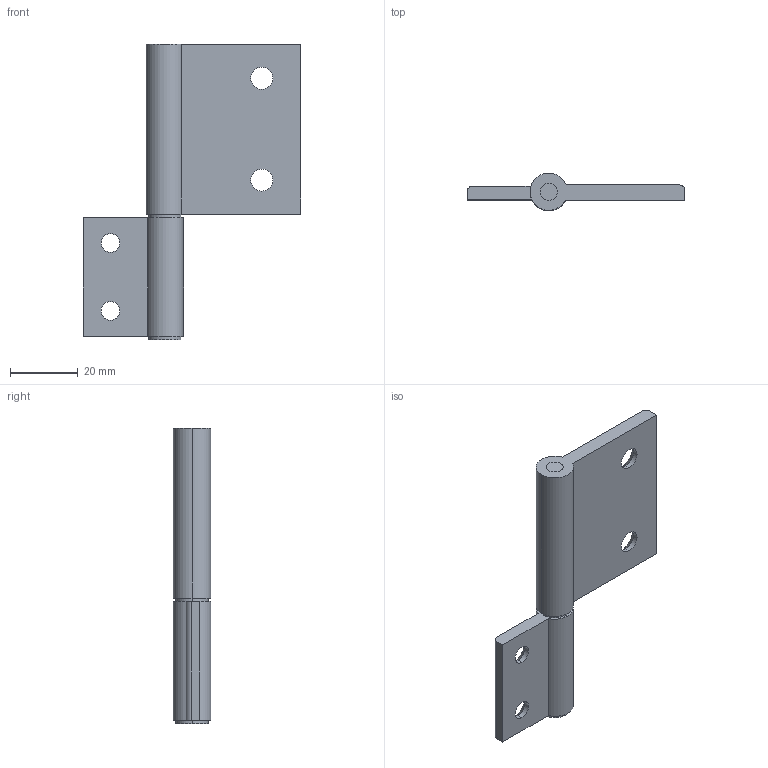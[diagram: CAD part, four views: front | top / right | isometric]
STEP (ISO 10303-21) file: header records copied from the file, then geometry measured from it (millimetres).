
FILE_DESCRIPTION (( 'STEP AP203' ), '1' );
FILE_NAME ('sone3D.STEP', '2014-02-19T01:50:11', ( '' ), ( '' ), 'SwSTEP 2.0', 'SolidWorks 2012', '' );
FILE_SCHEMA (( 'CONFIG_CONTROL_DESIGN' ));
Length unit declared in the file: millimetre
Products named in the file (4): B-504S-L僸儞僕_ _B-504S-3-L僸儞僕A_; B-504S-L僺儞__B-504S-3-L僺儞_; sone3D; B-504S-L僸儞僕_ _B-504S-3-L僸儞僕B_
Assembly tree (3 placements, depth 2):
  sone3D
    B-504S-L僸儞僕_ _B-504S-3-L僸儞僕B_
    B-504S-L僸儞僕_ _B-504S-3-L僸儞僕A_
    B-504S-L僺儞__B-504S-3-L僺儞_
Bounding box: 64 x 10.99 x 87 mm (x, y, z)
Volume: 17713.8 mm3; surface area: 11297.3 mm2
Topology: 3 solids, 3 shells, 46 faces, 106 edges, 68 vertices
Faces by surface type: cylinder 24, plane 14, cone 8
Entity records: 1760 total; most frequent: DIRECTION 266, CARTESIAN_POINT 226, ORIENTED_EDGE 212, AXIS2_PLACEMENT_3D 108, EDGE_CURVE 106, VERTEX_POINT 68, EDGE_LOOP 60, CIRCLE 56
